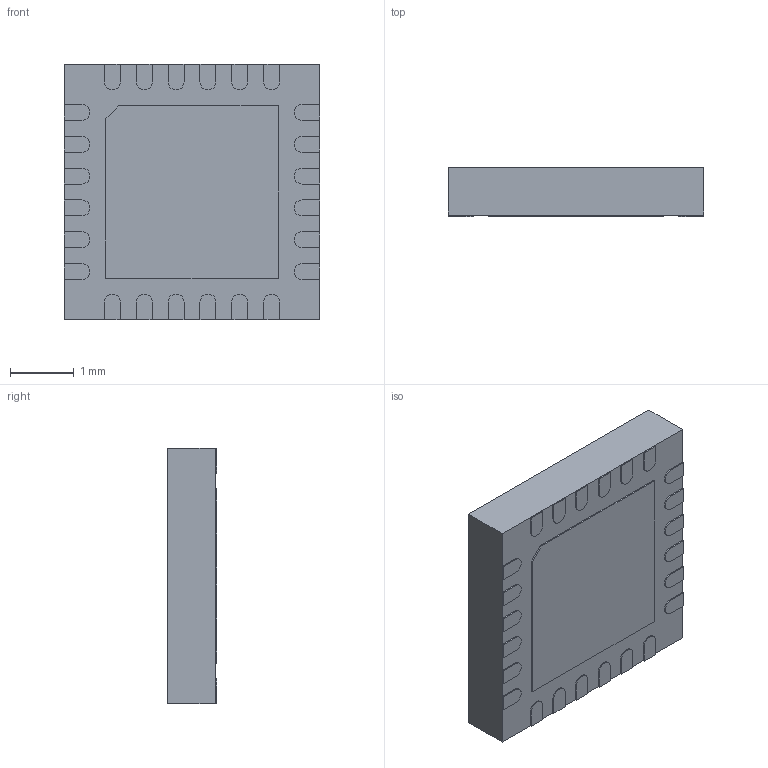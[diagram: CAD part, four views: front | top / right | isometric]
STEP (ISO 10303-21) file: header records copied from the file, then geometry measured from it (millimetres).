
FILE_DESCRIPTION(/* description */ (''),/* implementation_level */ '2;1');
FILE_NAME(/* name */ 'QFN-24-4x4mm_P0.5mm.step',/* time_stamp */ '2024-03-20T13:37:27+01:00',/* author */ (''),/* organization */ (''),/* preprocessor_version */ 'ST-DEVELOPER v20',/* originating_system */ 'Autodesk Translation Framework v12.20.1.177',/* authorisation */ '');
FILE_SCHEMA (('AUTOMOTIVE_DESIGN { 1 0 10303 214 3 1 1 }'));
Length unit declared in the file: millimetre
Products named in the file (1): QFN40_4x4_p0.5
Bounding box: 4 x 0.77 x 4 mm (x, y, z)
Volume: 12.2 mm3; surface area: 63.9 mm2
Topology: 26 solids, 26 shells, 159 faces, 318 edges, 212 vertices
Faces by surface type: plane 134, cylinder 25
Full cylindrical faces by diameter (mm): 0.4 x1
Entity records: 4124 total; most frequent: CARTESIAN_POINT 690, DIRECTION 688, ORIENTED_EDGE 636, EDGE_CURVE 318, LINE 268, VECTOR 268, VERTEX_POINT 212, AXIS2_PLACEMENT_3D 210
